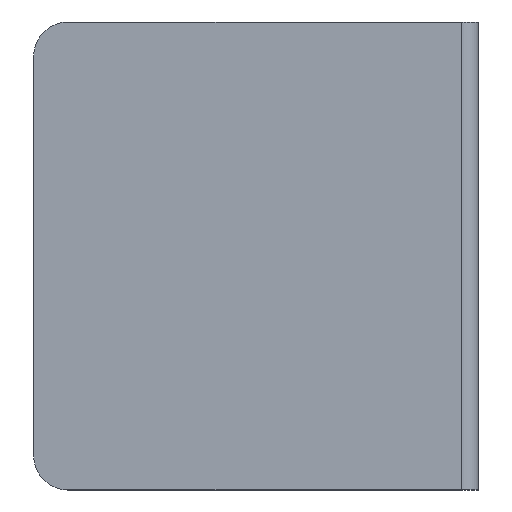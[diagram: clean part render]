
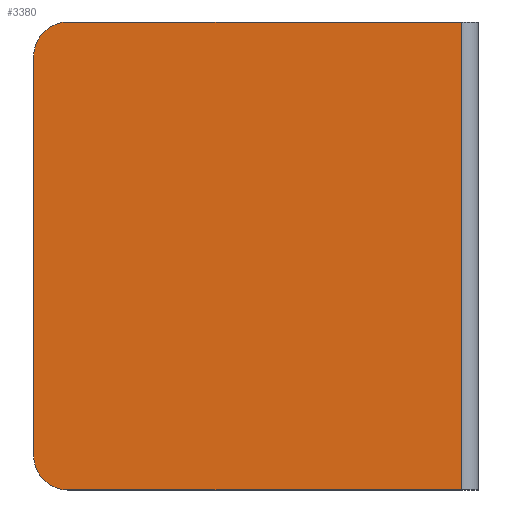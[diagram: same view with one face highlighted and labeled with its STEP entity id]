
A CAD part, left-side view. The second image highlights one B-rep face of the part: STEP entity #3380.
In plain terms, the highlighted planar face has unit normal (-1, 0, 0).
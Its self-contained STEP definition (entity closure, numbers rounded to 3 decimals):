
#295 = VECTOR ( 'NONE', #3701, 1000. ) ;
#315 = DIRECTION ( 'NONE',  ( 0., 0., -1. ) ) ;
#322 = CARTESIAN_POINT ( 'NONE',  ( -77.15, 2.5, -34.2 ) ) ;
#334 = PLANE ( 'NONE',  #2634 ) ;
#404 = VERTEX_POINT ( 'NONE', #322 ) ;
#413 = CARTESIAN_POINT ( 'NONE',  ( -77.15, 65., 0. ) ) ;
#443 = EDGE_CURVE ( 'NONE', #404, #3957, #2110, .T. ) ;
#514 = DIRECTION ( 'NONE',  ( -1., 0., 0. ) ) ;
#534 = EDGE_CURVE ( 'NONE', #4389, #1844, #2249, .T. ) ;
#711 = LINE ( 'NONE', #3554, #1959 ) ;
#864 = CARTESIAN_POINT ( 'NONE',  ( -77.15, 60., 34.2 ) ) ;
#1060 = CARTESIAN_POINT ( 'NONE',  ( -77.15, 3., 34.2 ) ) ;
#1077 = EDGE_CURVE ( 'NONE', #4217, #404, #711, .T. ) ;
#1115 = DIRECTION ( 'NONE',  ( 0., -1., 0. ) ) ;
#1141 = ORIENTED_EDGE ( 'NONE', *, *, #534, .F. ) ;
#1361 = DIRECTION ( 'NONE',  ( 0., 0., -1. ) ) ;
#1408 = DIRECTION ( 'NONE',  ( 0., -1., 0. ) ) ;
#1759 = CARTESIAN_POINT ( 'NONE',  ( -77.15, 2.5, 34.2 ) ) ;
#1826 = DIRECTION ( 'NONE',  ( 0., 0., 1. ) ) ;
#1844 = VERTEX_POINT ( 'NONE', #2462 ) ;
#1954 = CIRCLE ( 'NONE', #2860, 5. ) ;
#1959 = VECTOR ( 'NONE', #1115, 1000. ) ;
#1969 = VECTOR ( 'NONE', #1826, 1000. ) ;
#2011 = CARTESIAN_POINT ( 'NONE',  ( -77.15, 60., -34.2 ) ) ;
#2049 = VERTEX_POINT ( 'NONE', #864 ) ;
#2071 = CARTESIAN_POINT ( 'NONE',  ( -77.15, 60., 29.2 ) ) ;
#2110 = LINE ( 'NONE', #1759, #1969 ) ;
#2155 = EDGE_CURVE ( 'NONE', #2049, #1844, #1954, .T. ) ;
#2222 = DIRECTION ( 'NONE',  ( 1., 0., 0. ) ) ;
#2240 = EDGE_LOOP ( 'NONE', ( #2632, #2384, #3732, #3144, #1141, #3617 ) ) ;
#2242 = FACE_OUTER_BOUND ( 'NONE', #2240, .T. ) ;
#2249 = LINE ( 'NONE', #413, #295 ) ;
#2252 = VECTOR ( 'NONE', #1408, 1000. ) ;
#2384 = ORIENTED_EDGE ( 'NONE', *, *, #443, .T. ) ;
#2462 = CARTESIAN_POINT ( 'NONE',  ( -77.15, 65., 29.2 ) ) ;
#2622 = CARTESIAN_POINT ( 'NONE',  ( -77.15, 65., -29.2 ) ) ;
#2632 = ORIENTED_EDGE ( 'NONE', *, *, #1077, .T. ) ;
#2634 = AXIS2_PLACEMENT_3D ( 'NONE', #1060, #2222, #315 ) ;
#2648 = CIRCLE ( 'NONE', #3685, 5. ) ;
#2849 = LINE ( 'NONE', #4330, #2252 ) ;
#2860 = AXIS2_PLACEMENT_3D ( 'NONE', #2071, #4593, #1361 ) ;
#3144 = ORIENTED_EDGE ( 'NONE', *, *, #2155, .T. ) ;
#3380 = ADVANCED_FACE ( 'NONE', ( #2242 ), #334, .F. ) ;
#3493 = CARTESIAN_POINT ( 'NONE',  ( -77.15, 60., -29.2 ) ) ;
#3554 = CARTESIAN_POINT ( 'NONE',  ( -77.15, 3., -34.2 ) ) ;
#3617 = ORIENTED_EDGE ( 'NONE', *, *, #4247, .T. ) ;
#3685 = AXIS2_PLACEMENT_3D ( 'NONE', #3493, #514, #4175 ) ;
#3701 = DIRECTION ( 'NONE',  ( 0., 0., 1. ) ) ;
#3732 = ORIENTED_EDGE ( 'NONE', *, *, #4579, .F. ) ;
#3957 = VERTEX_POINT ( 'NONE', #4641 ) ;
#4175 = DIRECTION ( 'NONE',  ( 0., 0., -1. ) ) ;
#4217 = VERTEX_POINT ( 'NONE', #2011 ) ;
#4247 = EDGE_CURVE ( 'NONE', #4389, #4217, #2648, .T. ) ;
#4330 = CARTESIAN_POINT ( 'NONE',  ( -77.15, 3., 34.2 ) ) ;
#4389 = VERTEX_POINT ( 'NONE', #2622 ) ;
#4579 = EDGE_CURVE ( 'NONE', #2049, #3957, #2849, .T. ) ;
#4593 = DIRECTION ( 'NONE',  ( -1., 0., 0. ) ) ;
#4641 = CARTESIAN_POINT ( 'NONE',  ( -77.15, 2.5, 34.2 ) ) ;
